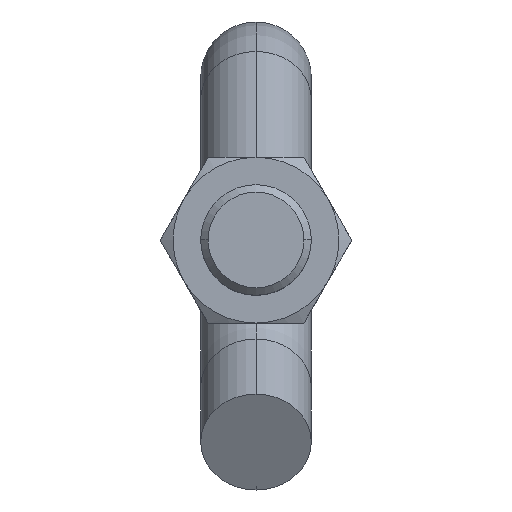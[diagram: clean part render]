
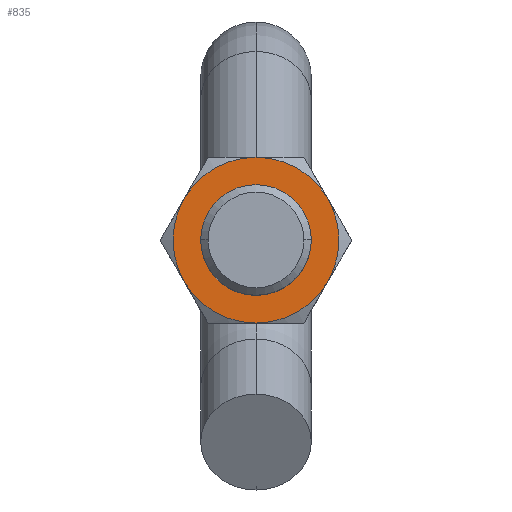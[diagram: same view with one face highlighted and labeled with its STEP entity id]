
A CAD part, top view. The second image highlights one B-rep face of the part: STEP entity #835.
In plain terms, the highlighted planar face has unit normal (0, 0, 1).
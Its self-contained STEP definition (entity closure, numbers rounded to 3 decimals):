
#18 = CARTESIAN_POINT ( 'NONE',  ( -10.392, -6., -17.5 ) ) ;
#24 = VERTEX_POINT ( 'NONE', #714 ) ;
#53 = VERTEX_POINT ( 'NONE', #258 ) ;
#84 = CIRCLE ( 'NONE', #574, 12. ) ;
#96 = ORIENTED_EDGE ( 'NONE', *, *, #1166, .F. ) ;
#150 = DIRECTION ( 'NONE',  ( 0., 1., 0. ) ) ;
#189 = CIRCLE ( 'NONE', #386, 12. ) ;
#225 = ORIENTED_EDGE ( 'NONE', *, *, #785, .T. ) ;
#226 = EDGE_CURVE ( 'E92', #53, #24, #84, .T. ) ;
#232 = DIRECTION ( 'NONE',  ( 0., 1., 0. ) ) ;
#254 = FACE_BOUND ( 'NONE', #612, .T. ) ;
#258 = CARTESIAN_POINT ( 'NONE',  ( 10.392, 6., -17.5 ) ) ;
#272 = AXIS2_PLACEMENT_3D ( 'NONE', #1305, #1161, #1013 ) ;
#279 = CARTESIAN_POINT ( 'NONE',  ( 0., -12., -17.5 ) ) ;
#299 = DIRECTION ( 'NONE',  ( 0., 0., -1. ) ) ;
#325 = EDGE_CURVE ( 'E118', #963, #749, #995, .T. ) ;
#340 = ORIENTED_EDGE ( 'NONE', *, *, #935, .T. ) ;
#352 = CARTESIAN_POINT ( 'NONE',  ( -10.392, 6., -17.5 ) ) ;
#365 = CARTESIAN_POINT ( 'NONE',  ( 0., 12., -17.5 ) ) ;
#385 = DIRECTION ( 'NONE',  ( 0., 0., -1. ) ) ;
#386 = AXIS2_PLACEMENT_3D ( 'NONE', #1297, #1153, #1004 ) ;
#387 = VERTEX_POINT ( 'NONE', #1051 ) ;
#392 = DIRECTION ( 'NONE',  ( 0., 1., 0. ) ) ;
#455 = ORIENTED_EDGE ( 'NONE', *, *, #1014, .F. ) ;
#466 = CARTESIAN_POINT ( 'NONE',  ( 0., 0., -17.5 ) ) ;
#510 = EDGE_LOOP ( 'NONE', ( #872, #728, #96, #455, #712, #1030 ) ) ;
#517 = FACE_OUTER_BOUND ( 'NONE', #510, .T. ) ;
#528 = CIRCLE ( 'NONE', #272, 12. ) ;
#539 = DIRECTION ( 'NONE',  ( 0., -1., 0. ) ) ;
#540 = CARTESIAN_POINT ( 'NONE',  ( 0., 0., -17.5 ) ) ;
#543 = CIRCLE ( 'NONE', #716, 8. ) ;
#545 = DIRECTION ( 'NONE',  ( 0., 0., -1. ) ) ;
#571 = VERTEX_POINT ( 'NONE', #279 ) ;
#574 = AXIS2_PLACEMENT_3D ( 'NONE', #466, #299, #150 ) ;
#612 = EDGE_LOOP ( 'NONE', ( #340, #225 ) ) ;
#692 = DIRECTION ( 'NONE',  ( 0., 0., 1. ) ) ;
#697 = CARTESIAN_POINT ( 'NONE',  ( 0., 0., -17.5 ) ) ;
#712 = ORIENTED_EDGE ( 'NONE', *, *, #1119, .F. ) ;
#714 = CARTESIAN_POINT ( 'NONE',  ( 10.392, -6., -17.5 ) ) ;
#716 = AXIS2_PLACEMENT_3D ( 'NONE', #1393, #1243, #1090 ) ;
#728 = ORIENTED_EDGE ( 'NONE', *, *, #325, .F. ) ;
#740 = DIRECTION ( 'NONE',  ( 0., 1., 0. ) ) ;
#749 = VERTEX_POINT ( 'NONE', #365 ) ;
#785 = EDGE_CURVE ( 'E210', #1317, #387, #543, .T. ) ;
#835 = ADVANCED_FACE ( 'E209', ( #254, #517 ), #982, .T. ) ;
#840 = CARTESIAN_POINT ( 'NONE',  ( 12., 0., -17.5 ) ) ;
#866 = CIRCLE ( 'NONE', #1388, 12. ) ;
#872 = ORIENTED_EDGE ( 'NONE', *, *, #1455, .F. ) ;
#887 = DIRECTION ( 'NONE',  ( 0., 0., -1. ) ) ;
#925 = AXIS2_PLACEMENT_3D ( 'NONE', #840, #692, #539 ) ;
#935 = EDGE_CURVE ( 'E210', #387, #1317, #1436, .T. ) ;
#963 = VERTEX_POINT ( 'NONE', #352 ) ;
#982 = PLANE ( 'NONE',  #925 ) ;
#995 = CIRCLE ( 'NONE', #1279, 12. ) ;
#1004 = DIRECTION ( 'NONE',  ( 0., 1., 0. ) ) ;
#1013 = DIRECTION ( 'NONE',  ( 0., 1., 0. ) ) ;
#1014 = EDGE_CURVE ( 'E144', #571, #1312, #1314, .T. ) ;
#1030 = ORIENTED_EDGE ( 'NONE', *, *, #226, .F. ) ;
#1038 = CARTESIAN_POINT ( 'NONE',  ( 0., 0., -17.5 ) ) ;
#1051 = CARTESIAN_POINT ( 'NONE',  ( 0., -8., -17.5 ) ) ;
#1069 = AXIS2_PLACEMENT_3D ( 'NONE', #1038, #887, #740 ) ;
#1090 = DIRECTION ( 'NONE',  ( 0., 1., 0. ) ) ;
#1104 = DIRECTION ( 'NONE',  ( 0., 1., 0. ) ) ;
#1106 = AXIS2_PLACEMENT_3D ( 'NONE', #1402, #1256, #1104 ) ;
#1119 = EDGE_CURVE ( 'E87', #24, #571, #189, .T. ) ;
#1153 = DIRECTION ( 'NONE',  ( 0., 0., -1. ) ) ;
#1161 = DIRECTION ( 'NONE',  ( 0., 0., -1. ) ) ;
#1166 = EDGE_CURVE ( 'E131', #1312, #963, #528, .T. ) ;
#1243 = DIRECTION ( 'NONE',  ( 0., 0., -1. ) ) ;
#1256 = DIRECTION ( 'NONE',  ( 0., 0., -1. ) ) ;
#1279 = AXIS2_PLACEMENT_3D ( 'NONE', #540, #385, #232 ) ;
#1297 = CARTESIAN_POINT ( 'NONE',  ( 0., 0., -17.5 ) ) ;
#1305 = CARTESIAN_POINT ( 'NONE',  ( 0., 0., -17.5 ) ) ;
#1312 = VERTEX_POINT ( 'NONE', #18 ) ;
#1314 = CIRCLE ( 'NONE', #1069, 12. ) ;
#1317 = VERTEX_POINT ( 'NONE', #1340 ) ;
#1340 = CARTESIAN_POINT ( 'NONE',  ( 0., 8., -17.5 ) ) ;
#1388 = AXIS2_PLACEMENT_3D ( 'NONE', #697, #545, #392 ) ;
#1393 = CARTESIAN_POINT ( 'NONE',  ( 0., 0., -17.5 ) ) ;
#1402 = CARTESIAN_POINT ( 'NONE',  ( 0., 0., -17.5 ) ) ;
#1436 = CIRCLE ( 'NONE', #1106, 8. ) ;
#1455 = EDGE_CURVE ( 'E105', #749, #53, #866, .T. ) ;
